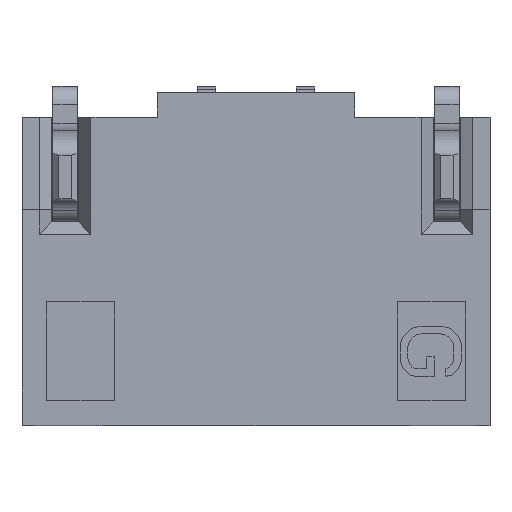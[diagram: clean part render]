
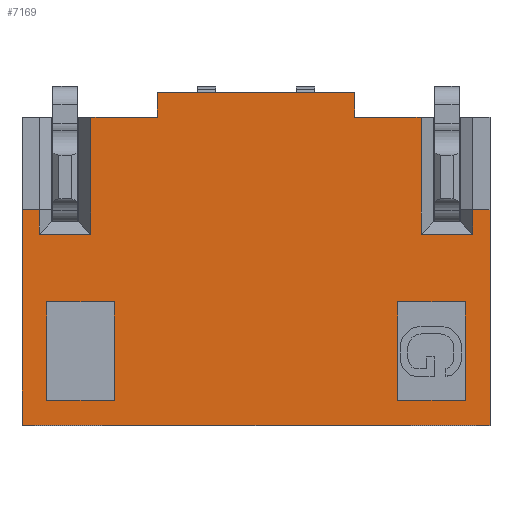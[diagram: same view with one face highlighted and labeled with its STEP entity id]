
A CAD part, top view. The second image highlights one B-rep face of the part: STEP entity #7169.
In plain terms, the highlighted planar face has unit normal (0, 0, 1).
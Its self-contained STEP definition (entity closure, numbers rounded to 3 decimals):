
#910=DIRECTION('',(-1.,0.,0.));
#911=VECTOR('',#910,0.54);
#912=CARTESIAN_POINT('',(1.34,-0.2,2.1));
#913=LINE('5851',#912,#911);
#918=DIRECTION('',(0.,1.,0.));
#919=VECTOR('',#918,1.75);
#920=CARTESIAN_POINT('',(1.9,-2.7,2.1));
#921=LINE('5842',#920,#919);
#946=DIRECTION('',(0.,-1.,0.));
#947=VECTOR('',#946,1.75);
#948=CARTESIAN_POINT('',(-1.9,-0.95,2.1));
#949=LINE('5844',#948,#947);
#962=DIRECTION('',(-1.,0.,0.));
#963=VECTOR('',#962,0.54);
#964=CARTESIAN_POINT('',(-0.8,-0.2,2.1));
#965=LINE('5849',#964,#963);
#982=DIRECTION('',(0.,1.,0.));
#983=VECTOR('',#982,0.2);
#984=CARTESIAN_POINT('',(-0.8,-0.2,2.1));
#985=LINE('5839',#984,#983);
#986=DIRECTION('',(1.,0.,0.));
#987=VECTOR('',#986,1.6);
#988=CARTESIAN_POINT('',(-0.8,0.,2.1));
#989=LINE('5808',#988,#987);
#990=DIRECTION('',(0.,-1.,0.));
#991=VECTOR('',#990,0.2);
#992=CARTESIAN_POINT('',(1.76,-0.95,2.1));
#993=LINE('5840',#992,#991);
#1002=DIRECTION('',(-1.,0.,0.));
#1003=VECTOR('',#1002,0.14);
#1004=CARTESIAN_POINT('',(1.9,-0.95,2.1));
#1005=LINE('5841',#1004,#1003);
#1419=DIRECTION('',(-1.,0.,0.));
#1420=VECTOR('',#1419,0.42);
#1421=CARTESIAN_POINT('',(1.76,-1.15,2.1));
#1422=LINE('5853',#1421,#1420);
#1427=DIRECTION('',(0.,1.,0.));
#1428=VECTOR('',#1427,0.95);
#1429=CARTESIAN_POINT('',(1.34,-1.15,2.1));
#1430=LINE('5852',#1429,#1428);
#1632=DIRECTION('',(-1.,0.,0.));
#1633=VECTOR('',#1632,3.8);
#1634=CARTESIAN_POINT('',(1.9,-2.7,2.1));
#1635=LINE('5843',#1634,#1633);
#2841=DIRECTION('',(1.,0.,0.));
#2842=VECTOR('',#2841,0.14);
#2843=CARTESIAN_POINT('',(-1.9,-0.95,2.1));
#2844=LINE('5845',#2843,#2842);
#3253=DIRECTION('',(-1.,0.,0.));
#3254=VECTOR('',#3253,0.42);
#3255=CARTESIAN_POINT('',(-1.34,-1.15,2.1));
#3256=LINE('5847',#3255,#3254);
#3265=DIRECTION('',(0.,1.,0.));
#3266=VECTOR('',#3265,0.2);
#3267=CARTESIAN_POINT('',(-1.76,-1.15,2.1));
#3268=LINE('5846',#3267,#3266);
#3273=DIRECTION('',(0.,-1.,0.));
#3274=VECTOR('',#3273,0.95);
#3275=CARTESIAN_POINT('',(-1.34,-0.2,2.1));
#3276=LINE('5848',#3275,#3274);
#3497=DIRECTION('',(0.,-1.,0.));
#3498=VECTOR('',#3497,0.2);
#3499=CARTESIAN_POINT('',(0.8,0.,2.1));
#3500=LINE('5850',#3499,#3498);
#3505=DIRECTION('',(0.,1.,0.));
#3506=VECTOR('',#3505,0.8);
#3507=CARTESIAN_POINT('',(-1.15,-2.5,2.1));
#3508=LINE('5854',#3507,#3506);
#3509=DIRECTION('',(1.,0.,0.));
#3510=VECTOR('',#3509,0.55);
#3511=CARTESIAN_POINT('',(-1.7,-2.5,2.1));
#3512=LINE('5857',#3511,#3510);
#3517=DIRECTION('',(0.,-1.,0.));
#3518=VECTOR('',#3517,0.8);
#3519=CARTESIAN_POINT('',(-1.7,-1.7,2.1));
#3520=LINE('5856',#3519,#3518);
#3525=DIRECTION('',(-1.,0.,0.));
#3526=VECTOR('',#3525,0.55);
#3527=CARTESIAN_POINT('',(-1.15,-1.7,2.1));
#3528=LINE('5855',#3527,#3526);
#3553=DIRECTION('',(0.,1.,0.));
#3554=VECTOR('',#3553,0.8);
#3555=CARTESIAN_POINT('',(1.7,-2.5,2.1));
#3556=LINE('5858',#3555,#3554);
#3561=DIRECTION('',(1.,0.,0.));
#3562=VECTOR('',#3561,0.55);
#3563=CARTESIAN_POINT('',(1.15,-2.5,2.1));
#3564=LINE('5861',#3563,#3562);
#3573=DIRECTION('',(0.,-1.,0.));
#3574=VECTOR('',#3573,0.8);
#3575=CARTESIAN_POINT('',(1.15,-1.7,2.1));
#3576=LINE('5860',#3575,#3574);
#3585=DIRECTION('',(-1.,0.,0.));
#3586=VECTOR('',#3585,0.55);
#3587=CARTESIAN_POINT('',(1.7,-1.7,2.1));
#3588=LINE('5859',#3587,#3586);
#4607=CARTESIAN_POINT('',(0.8,0.,2.1));
#4608=VERTEX_POINT('',#4607);
#4609=CARTESIAN_POINT('',(-0.8,0.,2.1));
#4610=VERTEX_POINT('',#4609);
#4649=CARTESIAN_POINT('',(-0.8,-0.2,2.1));
#4650=VERTEX_POINT('',#4649);
#4651=CARTESIAN_POINT('',(1.76,-0.95,2.1));
#4652=CARTESIAN_POINT('',(1.76,-1.15,2.1));
#4653=VERTEX_POINT('',#4651);
#4654=VERTEX_POINT('',#4652);
#4655=CARTESIAN_POINT('',(1.9,-0.95,2.1));
#4656=VERTEX_POINT('',#4655);
#4657=CARTESIAN_POINT('',(1.9,-2.7,2.1));
#4658=VERTEX_POINT('',#4657);
#4659=CARTESIAN_POINT('',(-1.9,-2.7,2.1));
#4660=VERTEX_POINT('',#4659);
#4661=CARTESIAN_POINT('',(-1.9,-0.95,2.1));
#4662=VERTEX_POINT('',#4661);
#4663=CARTESIAN_POINT('',(-1.76,-0.95,2.1));
#4664=VERTEX_POINT('',#4663);
#4665=CARTESIAN_POINT('',(-1.76,-1.15,2.1));
#4666=VERTEX_POINT('',#4665);
#4667=CARTESIAN_POINT('',(-1.34,-1.15,2.1));
#4668=VERTEX_POINT('',#4667);
#4669=CARTESIAN_POINT('',(-1.34,-0.2,2.1));
#4670=VERTEX_POINT('',#4669);
#4671=CARTESIAN_POINT('',(0.8,-0.2,2.1));
#4672=VERTEX_POINT('',#4671);
#4673=CARTESIAN_POINT('',(1.34,-0.2,2.1));
#4674=VERTEX_POINT('',#4673);
#4675=CARTESIAN_POINT('',(1.34,-1.15,2.1));
#4676=VERTEX_POINT('',#4675);
#4677=CARTESIAN_POINT('',(-1.15,-2.5,2.1));
#4678=CARTESIAN_POINT('',(-1.15,-1.7,2.1));
#4679=VERTEX_POINT('',#4677);
#4680=VERTEX_POINT('',#4678);
#4681=CARTESIAN_POINT('',(-1.7,-1.7,2.1));
#4682=VERTEX_POINT('',#4681);
#4683=CARTESIAN_POINT('',(-1.7,-2.5,2.1));
#4684=VERTEX_POINT('',#4683);
#4685=CARTESIAN_POINT('',(1.7,-2.5,2.1));
#4686=CARTESIAN_POINT('',(1.7,-1.7,2.1));
#4687=VERTEX_POINT('',#4685);
#4688=VERTEX_POINT('',#4686);
#4689=CARTESIAN_POINT('',(1.15,-1.7,2.1));
#4690=VERTEX_POINT('',#4689);
#4691=CARTESIAN_POINT('',(1.15,-2.5,2.1));
#4692=VERTEX_POINT('',#4691);
#7116=CARTESIAN_POINT('',(0.,-1.35,2.1));
#7117=DIRECTION('',(0.,0.,1.));
#7118=DIRECTION('',(1.,0.,0.));
#7119=AXIS2_PLACEMENT_3D('',#7116,#7117,#7118);
#7120=PLANE('5113',#7119);
#7122=ORIENTED_EDGE('5840',*,*,#7121,.F.);
#7124=ORIENTED_EDGE('5841',*,*,#7123,.F.);
#7125=ORIENTED_EDGE('5842',*,*,#7009,.F.);
#7127=ORIENTED_EDGE('5843',*,*,#7126,.T.);
#7128=ORIENTED_EDGE('5844',*,*,#7045,.F.);
#7130=ORIENTED_EDGE('5845',*,*,#7129,.T.);
#7132=ORIENTED_EDGE('5846',*,*,#7131,.F.);
#7134=ORIENTED_EDGE('5847',*,*,#7133,.F.);
#7136=ORIENTED_EDGE('5848',*,*,#7135,.F.);
#7137=ORIENTED_EDGE('5849',*,*,#7071,.F.);
#7138=ORIENTED_EDGE('5839',*,*,#7110,.T.);
#7139=ORIENTED_EDGE('5808',*,*,#5701,.T.);
#7141=ORIENTED_EDGE('5850',*,*,#7140,.T.);
#7142=ORIENTED_EDGE('5851',*,*,#6971,.F.);
#7144=ORIENTED_EDGE('5852',*,*,#7143,.F.);
#7146=ORIENTED_EDGE('5853',*,*,#7145,.F.);
#7147=EDGE_LOOP('5113',(#7122,#7124,#7125,#7127,#7128,#7130,#7132,#7134,#7136,
#7137,#7138,#7139,#7141,#7142,#7144,#7146));
#7148=FACE_OUTER_BOUND('5113',#7147,.F.);
#7150=ORIENTED_EDGE('5854',*,*,#7149,.T.);
#7152=ORIENTED_EDGE('5855',*,*,#7151,.T.);
#7154=ORIENTED_EDGE('5856',*,*,#7153,.T.);
#7156=ORIENTED_EDGE('5857',*,*,#7155,.T.);
#7157=EDGE_LOOP('5113',(#7150,#7152,#7154,#7156));
#7158=FACE_BOUND('5113',#7157,.F.);
#7160=ORIENTED_EDGE('5858',*,*,#7159,.T.);
#7162=ORIENTED_EDGE('5859',*,*,#7161,.T.);
#7164=ORIENTED_EDGE('5860',*,*,#7163,.T.);
#7166=ORIENTED_EDGE('5861',*,*,#7165,.T.);
#7167=EDGE_LOOP('5113',(#7160,#7162,#7164,#7166));
#7168=FACE_BOUND('5113',#7167,.F.);
#7169=ADVANCED_FACE('5113',(#7148,#7158,#7168),#7120,.T.);
#5701=EDGE_CURVE('5808',#4610,#4608,#989,.T.);
#6971=EDGE_CURVE('5851',#4674,#4672,#913,.T.);
#7009=EDGE_CURVE('5842',#4658,#4656,#921,.T.);
#7045=EDGE_CURVE('5844',#4662,#4660,#949,.T.);
#7071=EDGE_CURVE('5849',#4650,#4670,#965,.T.);
#7110=EDGE_CURVE('5839',#4650,#4610,#985,.T.);
#7121=EDGE_CURVE('5840',#4653,#4654,#993,.T.);
#7123=EDGE_CURVE('5841',#4656,#4653,#1005,.T.);
#7126=EDGE_CURVE('5843',#4658,#4660,#1635,.T.);
#7129=EDGE_CURVE('5845',#4662,#4664,#2844,.T.);
#7131=EDGE_CURVE('5846',#4666,#4664,#3268,.T.);
#7133=EDGE_CURVE('5847',#4668,#4666,#3256,.T.);
#7135=EDGE_CURVE('5848',#4670,#4668,#3276,.T.);
#7140=EDGE_CURVE('5850',#4608,#4672,#3500,.T.);
#7143=EDGE_CURVE('5852',#4676,#4674,#1430,.T.);
#7145=EDGE_CURVE('5853',#4654,#4676,#1422,.T.);
#7149=EDGE_CURVE('5854',#4679,#4680,#3508,.T.);
#7151=EDGE_CURVE('5855',#4680,#4682,#3528,.T.);
#7153=EDGE_CURVE('5856',#4682,#4684,#3520,.T.);
#7155=EDGE_CURVE('5857',#4684,#4679,#3512,.T.);
#7159=EDGE_CURVE('5858',#4687,#4688,#3556,.T.);
#7161=EDGE_CURVE('5859',#4688,#4690,#3588,.T.);
#7163=EDGE_CURVE('5860',#4690,#4692,#3576,.T.);
#7165=EDGE_CURVE('5861',#4692,#4687,#3564,.T.);
